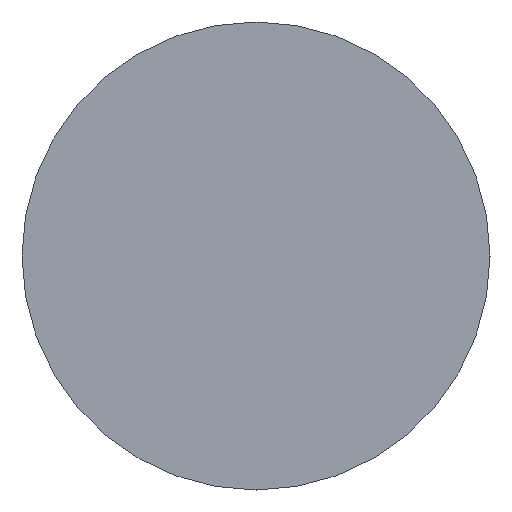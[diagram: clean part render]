
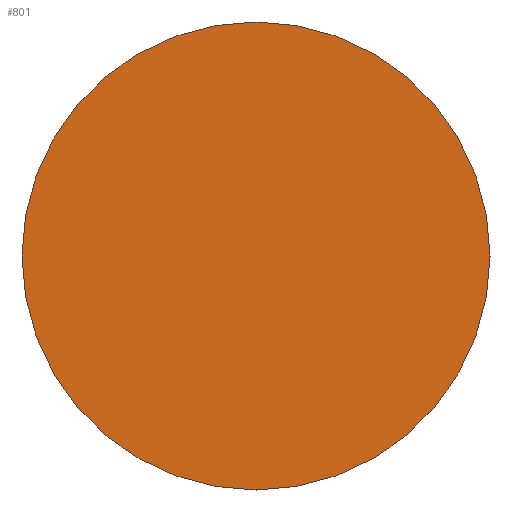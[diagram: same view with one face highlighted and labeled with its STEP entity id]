
A CAD part, front view. The second image highlights one B-rep face of the part: STEP entity #801.
In plain terms, the highlighted planar face has unit normal (0, -1, 0).
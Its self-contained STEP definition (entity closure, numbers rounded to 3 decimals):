
#157=FACE_OUTER_BOUND('',#207,.T.);
#207=EDGE_LOOP('',(#606,#607));
#255=CIRCLE('',#897,19.);
#256=CIRCLE('',#898,19.);
#331=VERTEX_POINT('',#1381);
#332=VERTEX_POINT('',#1382);
#429=EDGE_CURVE('',#331,#332,#255,.T.);
#430=EDGE_CURVE('',#332,#331,#256,.T.);
#606=ORIENTED_EDGE('',*,*,#429,.F.);
#607=ORIENTED_EDGE('',*,*,#430,.F.);
#726=PLANE('',#896);
#801=ADVANCED_FACE('',(#157),#726,.T.);
#896=AXIS2_PLACEMENT_3D('',#1380,#1074,#1075);
#897=AXIS2_PLACEMENT_3D('',#1383,#1076,#1077);
#898=AXIS2_PLACEMENT_3D('',#1384,#1078,#1079);
#1074=DIRECTION('center_axis',(0.,-1.,0.));
#1075=DIRECTION('ref_axis',(0.,0.,-1.));
#1076=DIRECTION('center_axis',(0.,1.,0.));
#1077=DIRECTION('ref_axis',(-1.,0.,0.));
#1078=DIRECTION('center_axis',(0.,1.,0.));
#1079=DIRECTION('ref_axis',(-1.,0.,0.));
#1380=CARTESIAN_POINT('Origin',(-9.5,0.,
0.));
#1381=CARTESIAN_POINT('',(-19.,0.,0.));
#1382=CARTESIAN_POINT('',(19.,0.,0.));
#1383=CARTESIAN_POINT('Origin',(0.,0.,0.));
#1384=CARTESIAN_POINT('Origin',(0.,0.,0.));
